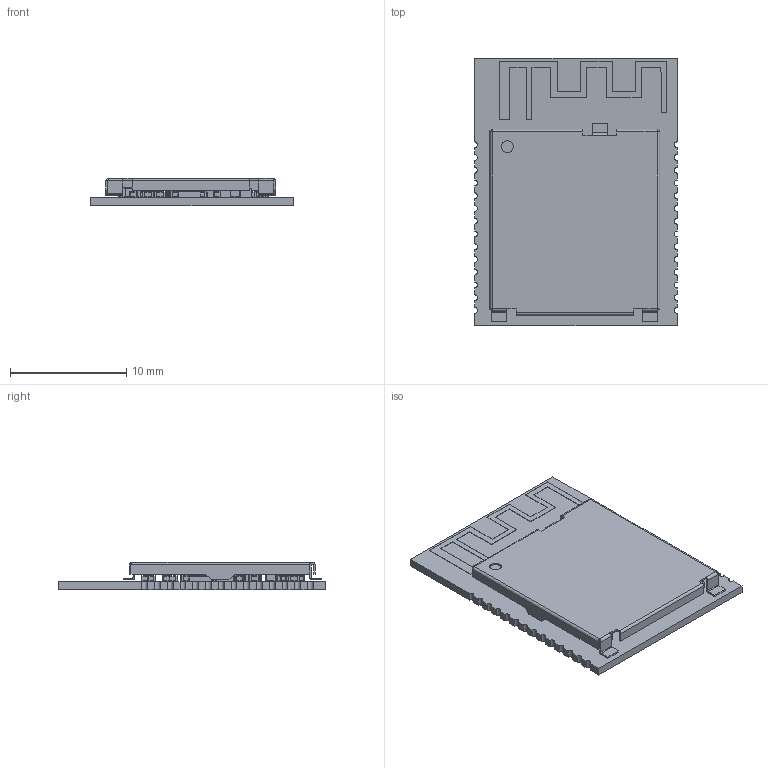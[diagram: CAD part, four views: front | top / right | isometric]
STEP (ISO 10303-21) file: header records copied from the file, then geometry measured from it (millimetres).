
FILE_DESCRIPTION(/* description */ (''),/* implementation_level */ '2;1');
FILE_NAME(/* name */ 'MS88SF2.step.step',/* time_stamp */ '2023-09-19T18:01:25+09:00',/* author */ (''),/* organization */ (''),/* preprocessor_version */ 'ST-DEVELOPER v20',/* originating_system */ 'Autodesk Translation Framework v12.9.0.99',/* authorisation */ '');
FILE_SCHEMA (('AUTOMOTIVE_DESIGN { 1 0 10303 214 3 1 1 }'));
Length unit declared in the file: millimetre
Products named in the file (49): (未保存); Board; A1; ant-2g4-03mL(1); C1; C2; C3; C4; C5; C6; C7; C8; C9; C10; C11; C12; C13; C14; C15; C16; C17; C18; C19; C20; C21; 5844332608; C22; L1; L2; 5844333568; L3; 5844332992; L4; 5844332416; L5; 5844333184; R1; R2; 5844332224; Y1 ...
Assembly tree (71 placements, depth 3):
  (未保存)
    Board
    A1
      ant-2g4-03mL(1)
    C1
      5844332992
    C2
      5844332608
    C3
      5844332992
    C4
      5844332608
    C5
      5844332992
    C6
      5844332608
    C7
      5844332416
    C8
      5844332416
    C9
      5844332416
    C10
      5844332224
    C11
      5844332416
    C12
      5844332224
    C13
      5844332992
    C14
      5844332224
    C15
      5844332992
    C16
      5844332992
    C17
      5844332224
    C18
      5844332608
    C19
      5844332992
    C20
      5844332608
    C21
      5844332608
    C22
      5844332992
    L1
      5844332992
    L2
      5844333568
    L3
      5844332992
    L4
      5844332416
    L5
      5844333184
    R1
      5844332224
Bounding box: 17.4 x 23 x 2.34 mm (x, y, z)
Volume: 371.2 mm3; surface area: 1702.5 mm2
Topology: 36 solids, 36 shells, 1978 faces, 4354 edges, 2309 vertices
Faces by surface type: plane 860, cylinder 749, sphere 240, bspline 129
Full cylindrical faces by diameter (mm): 0.25 x73, 0.3 x1, 1 x1
Entity records: 30957 total; most frequent: CARTESIAN_POINT 7122, DIRECTION 4744, ORIENTED_EDGE 4548, EDGE_CURVE 2274, AXIS2_PLACEMENT_3D 1617, LINE 1510, VECTOR 1510, VERTEX_POINT 1389
